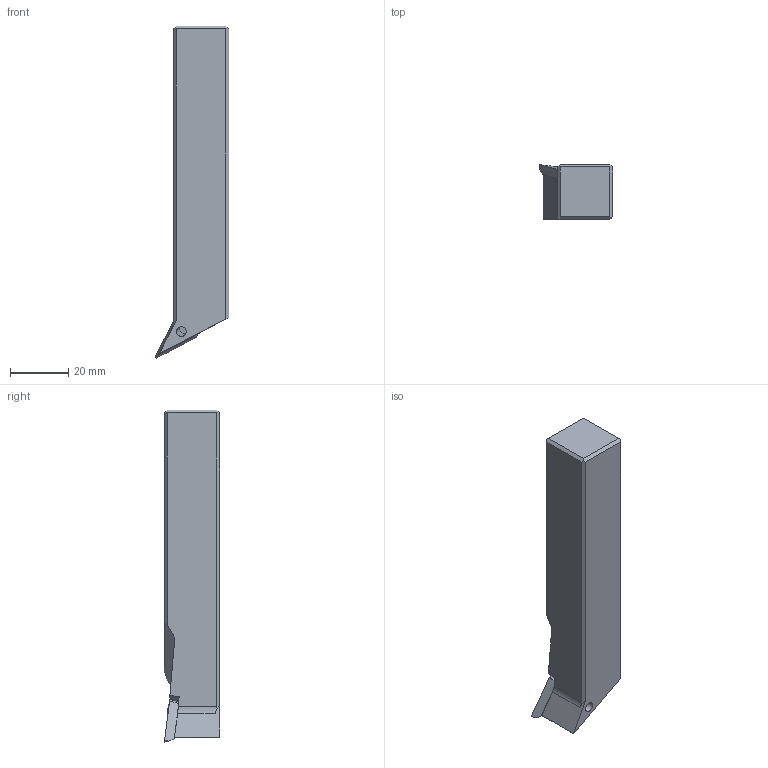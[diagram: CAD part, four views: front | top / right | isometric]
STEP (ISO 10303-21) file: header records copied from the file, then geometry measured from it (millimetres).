
FILE_DESCRIPTION(/* description */ (''),/* implementation_level */ '2;1');
FILE_NAME(/* name */ 'SVPDR-123_IR0_016.stp',/* time_stamp */ '2023-02-09T12:51:27+09:00',/* author */ (''),/* organization */ (''),/* preprocessor_version */ 'ST-DEVELOPER v16',/* originating_system */ 'SIEMENS PLM Software NX 10.0',/* authorisation */ '');
FILE_SCHEMA (('AUTOMOTIVE_DESIGN { 1 0 10303 214 3 1 1 1 }'));
Length unit declared in the file: millimetre
Products named in the file (1): SVPDR-123_IR0_016_ASM
Bounding box: 25.4 x 19.05 x 114.3 mm (x, y, z)
Volume: 37101.7 mm3; surface area: 9288.6 mm2
Topology: 2 solids, 2 shells, 82 faces, 243 edges, 174 vertices
Faces by surface type: plane 42, cylinder 24, cone 12, torus 2, bspline 2
Entity records: 3136 total; most frequent: CARTESIAN_POINT 812, DIRECTION 469, ORIENTED_EDGE 454, EDGE_CURVE 227, AXIS2_PLACEMENT_3D 161, VERTEX_POINT 153, LINE 147, VECTOR 147
